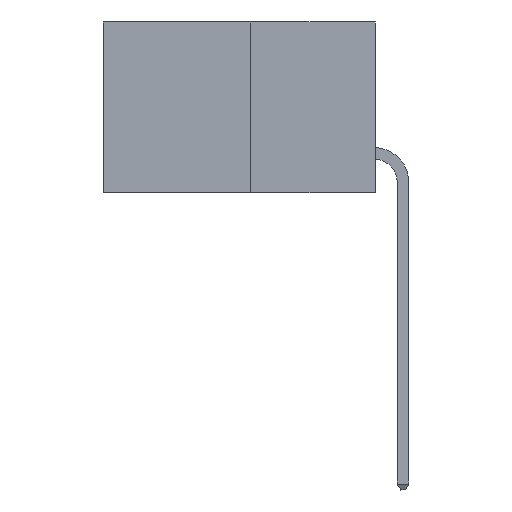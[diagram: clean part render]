
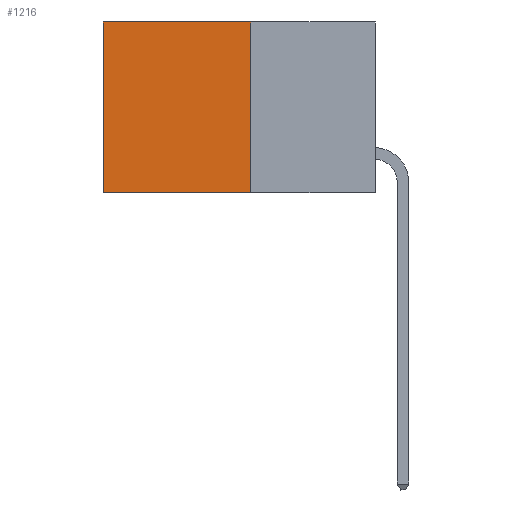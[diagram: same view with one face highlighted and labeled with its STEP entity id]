
A CAD part, left-side view. The second image highlights one B-rep face of the part: STEP entity #1216.
In plain terms, the highlighted planar face has unit normal (-1, 0, 0).
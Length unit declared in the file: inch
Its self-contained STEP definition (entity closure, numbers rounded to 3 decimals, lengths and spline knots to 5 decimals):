
#79 = LINE ( 'NONE', #3192, #5189 ) ;
#1188 = VECTOR ( 'NONE', #12805, 39.37008 ) ;
#1216 = ADVANCED_FACE ( 'NONE', ( #1843 ), #11843, .F. ) ;
#1843 = FACE_OUTER_BOUND ( 'NONE', #5419, .T. ) ;
#1977 = CARTESIAN_POINT ( 'NONE',  ( 0.277, 0.59, -0.37 ) ) ;
#3163 = CARTESIAN_POINT ( 'NONE',  ( 0.277, 0.59, 0. ) ) ;
#3192 = CARTESIAN_POINT ( 'NONE',  ( 0.277, 0.27, -0.37 ) ) ;
#3202 = VERTEX_POINT ( 'NONE', #3163 ) ;
#3621 = VERTEX_POINT ( 'NONE', #1977 ) ;
#3866 = VERTEX_POINT ( 'NONE', #11611 ) ;
#3908 = LINE ( 'NONE', #10777, #1188 ) ;
#4249 = DIRECTION ( 'NONE',  ( 0., 0., -1. ) ) ;
#4722 = LINE ( 'NONE', #5378, #12324 ) ;
#5189 = VECTOR ( 'NONE', #4249, 39.37008 ) ;
#5378 = CARTESIAN_POINT ( 'NONE',  ( 0.277, 0.27, -0.37 ) ) ;
#5419 = EDGE_LOOP ( 'NONE', ( #7852, #5556, #10811, #5844 ) ) ;
#5463 = DIRECTION ( 'NONE',  ( 0., 1., 0. ) ) ;
#5556 = ORIENTED_EDGE ( 'NONE', *, *, #5730, .F. ) ;
#5730 = EDGE_CURVE ( 'NONE', #7798, #3621, #4722, .T. ) ;
#5844 = ORIENTED_EDGE ( 'NONE', *, *, #6535, .T. ) ;
#6279 = CARTESIAN_POINT ( 'NONE',  ( 0.277, 0.27, -0.37 ) ) ;
#6535 = EDGE_CURVE ( 'NONE', #3866, #3202, #7576, .T. ) ;
#7576 = LINE ( 'NONE', #12834, #12599 ) ;
#7798 = VERTEX_POINT ( 'NONE', #6279 ) ;
#7852 = ORIENTED_EDGE ( 'NONE', *, *, #10788, .T. ) ;
#8816 = DIRECTION ( 'NONE',  ( 0., 0., -1. ) ) ;
#9147 = DIRECTION ( 'NONE',  ( 0., 1., 0. ) ) ;
#10777 = CARTESIAN_POINT ( 'NONE',  ( 0.277, 0.59, -0.37 ) ) ;
#10788 = EDGE_CURVE ( 'NONE', #3202, #3621, #3908, .T. ) ;
#10811 = ORIENTED_EDGE ( 'NONE', *, *, #11711, .F. ) ;
#11223 = DIRECTION ( 'NONE',  ( 1., 0., 0. ) ) ;
#11425 = CARTESIAN_POINT ( 'NONE',  ( 0.277, 0.27, -0.37 ) ) ;
#11611 = CARTESIAN_POINT ( 'NONE',  ( 0.277, 0.27, 0. ) ) ;
#11711 = EDGE_CURVE ( 'NONE', #3866, #7798, #79, .T. ) ;
#11843 = PLANE ( 'NONE',  #12602 ) ;
#12324 = VECTOR ( 'NONE', #5463, 39.37008 ) ;
#12599 = VECTOR ( 'NONE', #9147, 39.37008 ) ;
#12602 = AXIS2_PLACEMENT_3D ( 'NONE', #11425, #11223, #8816 ) ;
#12805 = DIRECTION ( 'NONE',  ( 0., 0., -1. ) ) ;
#12834 = CARTESIAN_POINT ( 'NONE',  ( 0.277, 0.27, 0. ) ) ;
